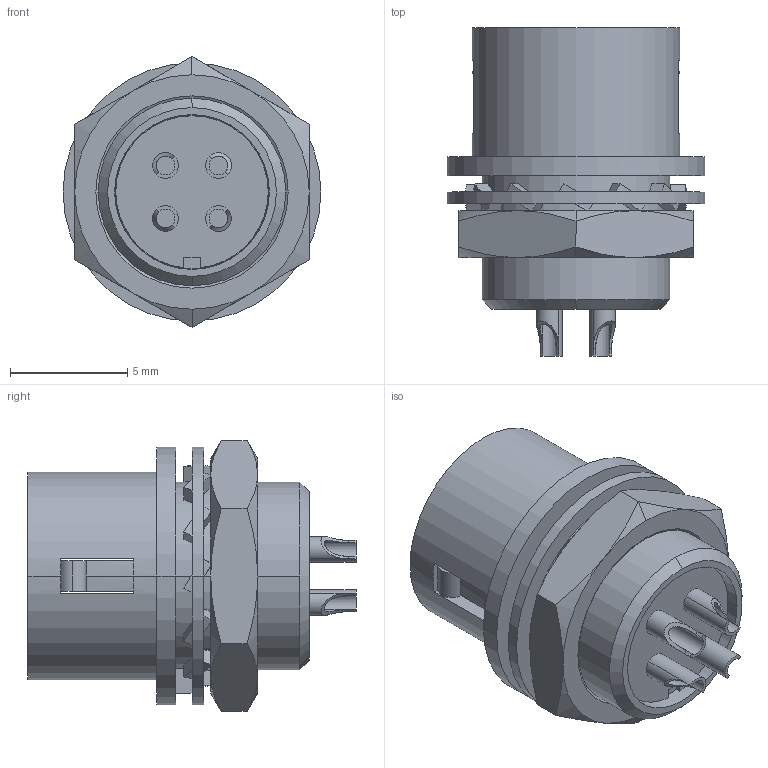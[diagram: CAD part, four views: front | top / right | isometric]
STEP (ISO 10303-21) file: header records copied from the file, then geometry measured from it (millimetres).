
FILE_DESCRIPTION(('CoCreate Modeling STEP Export'),'2;1');
FILE_NAME('HR10A-7R-4P.stp','2010-02-26T13:05:53',(''),(''),'CoCreate Modeling STEP processor for AP214 (Solid Model)','CoCreate Modeling 16.00B 02-Dec-2008 (C) Parametric Technology GmbH','');
FILE_SCHEMA(('AUTOMOTIVE_DESIGN { 1 0 10303 214 1 1 1 1 }'));
Length unit declared in the file: millimetre
Products named in the file (1): HR10A-7R-4P
Bounding box: 11 x 14 x 11.55 mm (x, y, z)
Volume: 511.2 mm3; surface area: 1072.2 mm2
Topology: 1 solids, 1 shells, 296 faces, 839 edges, 526 vertices
Faces by surface type: cylinder 132, plane 130, cone 34
Entity records: 10855 total; most frequent: CARTESIAN_POINT 3665, ORIENTED_EDGE 1678, DIRECTION 1370, EDGE_CURVE 839, VERTEX_POINT 526, AXIS2_PLACEMENT_3D 520, VECTOR 330, LINE 330
